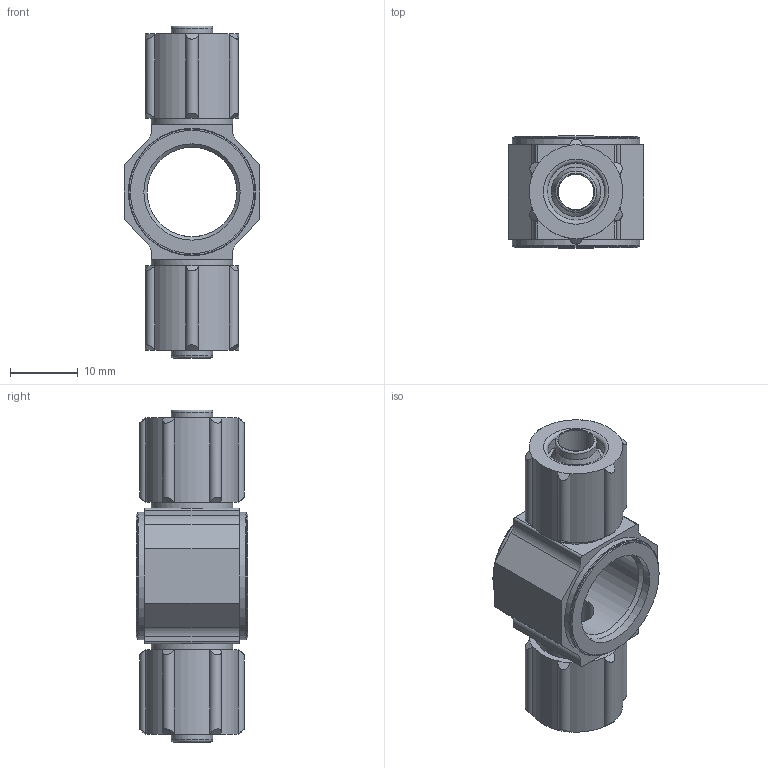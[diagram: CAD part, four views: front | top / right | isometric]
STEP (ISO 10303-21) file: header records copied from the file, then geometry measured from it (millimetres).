
FILE_DESCRIPTION(/* description */ ('STEP AP214'),/* implementation_level */ '2;1');
FILE_NAME(/* name */ '6287_TK-1_4-PK-6-KU',/* time_stamp */ '2024-09-15T15:37:54+02:00',/* author */ ('License CC BY-ND 4.0'),/* organization */ ('CADENAS'),/* preprocessor_version */ 'ST-DEVELOPER v19.3',/* originating_system */ 'PARTsolutions',/* authorisation */ ' ');
FILE_SCHEMA (('AUTOMOTIVE_DESIGN {1 0 10303 214 3 1 1}'));
Length unit declared in the file: millimetre
Products named in the file (1): 6287 TK-1/4-PK-6-KU
Bounding box: 20 x 16.5 x 49 mm (x, y, z)
Volume: 6366.2 mm3; surface area: 4376.8 mm2
Topology: 1 solids, 1 shells, 117 faces, 294 edges, 190 vertices
Faces by surface type: cylinder 49, plane 34, cone 28, torus 6
Full cylindrical faces by diameter (mm): 5.3 x2, 6.1 x2, 6.8 x2, 8.4 x2, 12 x2, 13.2 x1, 14.2 x2, 18.2 x2, 18.8 x2
Entity records: 4383 total; most frequent: CARTESIAN_POINT 774, DIRECTION 628, ORIENTED_EDGE 520, AXIS2_PLACEMENT_3D 276, EDGE_CURVE 260, VERTEX_POINT 184, EDGE_LOOP 162, FACE_BOUND 162
